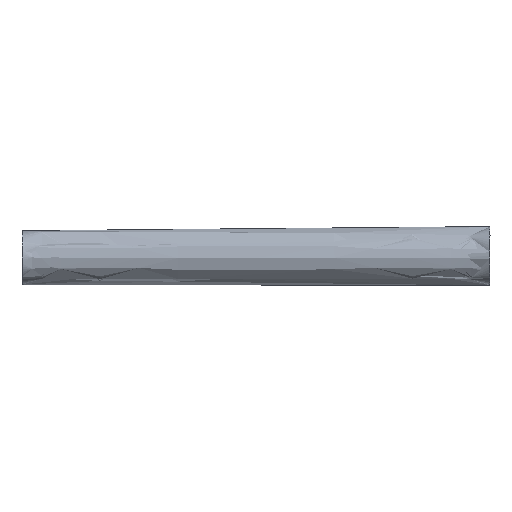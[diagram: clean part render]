
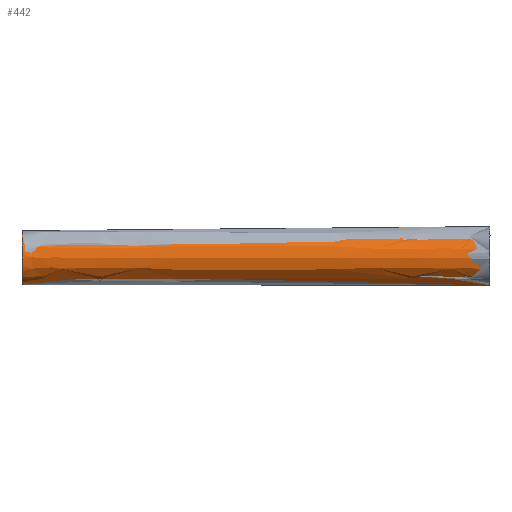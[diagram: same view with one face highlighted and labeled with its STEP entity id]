
A CAD part, left-side view. The second image highlights one B-rep face of the part: STEP entity #442.
In plain terms, the highlighted free-form (B-spline) face has degree [3, 3] with [4, 4] control points.
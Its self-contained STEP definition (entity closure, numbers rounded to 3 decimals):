
#33 = B_SPLINE_SURFACE_WITH_KNOTS('',3,3,(
    (#34,#35,#36,#37)
    ,(#38,#39,#40,#41)
    ,(#42,#43,#44,#45)
    ,(#46,#47,#48,#49
    )),.UNSPECIFIED.,.F.,.F.,.F.,(4,4),(4,4),(0.,1.),(0.,1.),
  .PIECEWISE_BEZIER_KNOTS.);
#34 = CARTESIAN_POINT('',(-0.124,-0.999,0.129)
  );
#35 = CARTESIAN_POINT('',(-0.038,-1.,
    0.129));
#36 = CARTESIAN_POINT('',(0.049,-0.999,
    0.13));
#37 = CARTESIAN_POINT('',(0.135,-1.,0.129)
  );
#38 = CARTESIAN_POINT('',(-0.124,-1.,
    0.045));
#39 = CARTESIAN_POINT('',(-0.039,-0.999,
    0.042));
#40 = CARTESIAN_POINT('',(0.048,-1.002,
    0.043));
#41 = CARTESIAN_POINT('',(0.134,-1.,
    0.042));
#42 = CARTESIAN_POINT('',(-0.125,-1.,
    -0.045));
#43 = CARTESIAN_POINT('',(-0.037,-1.001,
    -0.04));
#44 = CARTESIAN_POINT('',(0.047,-0.999,
    -0.044));
#45 = CARTESIAN_POINT('',(0.133,-1.,
    -0.043));
#46 = CARTESIAN_POINT('',(-0.124,-1.,
    -0.128));
#47 = CARTESIAN_POINT('',(-0.039,-0.999,
    -0.129));
#48 = CARTESIAN_POINT('',(0.047,-1.,
    -0.129));
#49 = CARTESIAN_POINT('',(0.133,-1.,-0.129)
  );
#138 = EDGE_CURVE('',#139,#141,#143,.T.);
#139 = VERTEX_POINT('',#140);
#140 = CARTESIAN_POINT('',(-0.001,-1.,
    -0.116));
#141 = VERTEX_POINT('',#142);
#142 = CARTESIAN_POINT('',(0.001,-1.001,
    0.098));
#143 = SURFACE_CURVE('',#144,(#149,#157),.PCURVE_S1.);
#144 = B_SPLINE_CURVE_WITH_KNOTS('',3,(#145,#146,#147,#148),
  .UNSPECIFIED.,.F.,.F.,(4,4),(0.,1.),.PIECEWISE_BEZIER_KNOTS.);
#145 = CARTESIAN_POINT('',(-0.001,-1.,
    -0.116));
#146 = CARTESIAN_POINT('',(-0.137,-1.,
    -0.114));
#147 = CARTESIAN_POINT('',(-0.134,-1.,
    0.099));
#148 = CARTESIAN_POINT('',(0.001,-1.001,
    0.098));
#149 = PCURVE('',#33,#150);
#150 = DEFINITIONAL_REPRESENTATION('',(#151),#156);
#151 = B_SPLINE_CURVE_WITH_KNOTS('',3,(#152,#153,#154,#155),
  .UNSPECIFIED.,.F.,.F.,(4,4),(0.,1.),.PIECEWISE_BEZIER_KNOTS.);
#152 = CARTESIAN_POINT('',(0.949,0.479));
#153 = CARTESIAN_POINT('',(0.944,-0.047));
#154 = CARTESIAN_POINT('',(0.119,-0.036));
#155 = CARTESIAN_POINT('',(0.119,0.485));
#156 = ( GEOMETRIC_REPRESENTATION_CONTEXT(2) 
PARAMETRIC_REPRESENTATION_CONTEXT() REPRESENTATION_CONTEXT('2D SPACE',''
  ) );
#157 = PCURVE('',#158,#175);
#158 = B_SPLINE_SURFACE_WITH_KNOTS('',3,3,(
    (#159,#160,#161,#162)
    ,(#163,#164,#165,#166)
    ,(#167,#168,#169,#170)
    ,(#171,#172,#173,#174
    )),.UNSPECIFIED.,.F.,.F.,.F.,(4,4),(4,4),(0.,1.),(0.,1.),
  .PIECEWISE_BEZIER_KNOTS.);
#159 = CARTESIAN_POINT('',(-0.001,1.049,
    -0.108));
#160 = CARTESIAN_POINT('',(-0.011,0.353,
    -0.103));
#161 = CARTESIAN_POINT('',(-0.004,-0.34,
    -0.107));
#162 = CARTESIAN_POINT('',(-0.002,-1.042,
    -0.104));
#163 = CARTESIAN_POINT('',(-0.152,1.045,-0.102
    ));
#164 = CARTESIAN_POINT('',(-0.135,0.351,-0.109)
  );
#165 = CARTESIAN_POINT('',(-0.148,-0.367,
    -0.089));
#166 = CARTESIAN_POINT('',(-0.141,-1.048,
    -0.103));
#167 = CARTESIAN_POINT('',(-0.138,1.049,0.113)
  );
#168 = CARTESIAN_POINT('',(-0.151,0.352,0.116
    ));
#169 = CARTESIAN_POINT('',(-0.141,-0.338,
    0.103));
#170 = CARTESIAN_POINT('',(-0.147,-1.046,
    0.114));
#171 = CARTESIAN_POINT('',(-0.001,1.045,
    0.1));
#172 = CARTESIAN_POINT('',(0.002,0.343,
    0.094));
#173 = CARTESIAN_POINT('',(-0.004,-0.347,
    0.108));
#174 = CARTESIAN_POINT('',(0.011,-1.046,
    0.098));
#175 = DEFINITIONAL_REPRESENTATION('',(#176),#183);
#176 = B_SPLINE_CURVE_WITH_KNOTS('',5,(#177,#178,#179,#180,#181,#182),
  .UNSPECIFIED.,.F.,.F.,(6,6),(0.,1.),.PIECEWISE_BEZIER_KNOTS.);
#177 = CARTESIAN_POINT('',(-0.002,0.98));
#178 = CARTESIAN_POINT('',(0.191,0.978));
#179 = CARTESIAN_POINT('',(0.278,0.978));
#180 = CARTESIAN_POINT('',(0.606,0.978));
#181 = CARTESIAN_POINT('',(0.803,0.978));
#182 = CARTESIAN_POINT('',(0.982,0.978));
#183 = ( GEOMETRIC_REPRESENTATION_CONTEXT(2) 
PARAMETRIC_REPRESENTATION_CONTEXT() REPRESENTATION_CONTEXT('2D SPACE',''
  ) );
#201 = B_SPLINE_SURFACE_WITH_KNOTS('',3,3,(
    (#202,#203,#204,#205)
    ,(#206,#207,#208,#209)
    ,(#210,#211,#212,#213)
    ,(#214,#215,#216,#217
    )),.UNSPECIFIED.,.F.,.F.,.F.,(4,4),(4,4),(0.,1.),(0.,1.),
  .PIECEWISE_BEZIER_KNOTS.);
#202 = CARTESIAN_POINT('',(0.,1.053,
    0.094));
#203 = CARTESIAN_POINT('',(0.006,0.348,
    0.091));
#204 = CARTESIAN_POINT('',(0.005,-0.342,
    0.095));
#205 = CARTESIAN_POINT('',(0.002,-1.042,
    0.089));
#206 = CARTESIAN_POINT('',(0.138,1.049,0.103)
  );
#207 = CARTESIAN_POINT('',(0.132,0.356,
    0.089));
#208 = CARTESIAN_POINT('',(0.135,-0.341,
    0.097));
#209 = CARTESIAN_POINT('',(0.143,-1.052,
    0.095));
#210 = CARTESIAN_POINT('',(0.13,1.045,-0.102
    ));
#211 = CARTESIAN_POINT('',(0.129,0.345,
    -0.097));
#212 = CARTESIAN_POINT('',(0.129,-0.369,
    -0.096));
#213 = CARTESIAN_POINT('',(0.128,-1.053,
    -0.099));
#214 = CARTESIAN_POINT('',(-0.001,1.04,
    -0.095));
#215 = CARTESIAN_POINT('',(0.,0.342,
    -0.1));
#216 = CARTESIAN_POINT('',(0.005,-0.354,
    -0.095));
#217 = CARTESIAN_POINT('',(-0.001,-1.053,
    -0.099));
#232 = VERTEX_POINT('',#233);
#233 = CARTESIAN_POINT('',(-0.004,1.,
    0.118));
#257 = VERTEX_POINT('',#258);
#258 = CARTESIAN_POINT('',(-0.002,1.,
    -0.112));
#322 = EDGE_CURVE('',#232,#141,#323,.T.);
#323 = SURFACE_CURVE('',#324,(#328,#336),.PCURVE_S1.);
#324 = B_SPLINE_CURVE_WITH_KNOTS('',2,(#325,#326,#327),.UNSPECIFIED.,.F.
  ,.F.,(3,3),(0.,1.),.PIECEWISE_BEZIER_KNOTS.);
#325 = CARTESIAN_POINT('',(-0.004,1.,
    0.118));
#326 = CARTESIAN_POINT('',(-0.003,-0.001,
    0.114));
#327 = CARTESIAN_POINT('',(0.001,-1.001,
    0.098));
#328 = PCURVE('',#201,#329);
#329 = DEFINITIONAL_REPRESENTATION('',(#330),#335);
#330 = B_SPLINE_CURVE_WITH_KNOTS('',3,(#331,#332,#333,#334),
  .UNSPECIFIED.,.F.,.F.,(4,4),(0.,1.),.PIECEWISE_BEZIER_KNOTS.);
#331 = CARTESIAN_POINT('',(-0.005,0.025));
#332 = CARTESIAN_POINT('',(-0.004,0.341));
#333 = CARTESIAN_POINT('',(-0.002,0.663));
#334 = CARTESIAN_POINT('',(-0.001,0.98));
#335 = ( GEOMETRIC_REPRESENTATION_CONTEXT(2) 
PARAMETRIC_REPRESENTATION_CONTEXT() REPRESENTATION_CONTEXT('2D SPACE',''
  ) );
#336 = PCURVE('',#158,#337);
#337 = DEFINITIONAL_REPRESENTATION('',(#338),#343);
#338 = B_SPLINE_CURVE_WITH_KNOTS('',3,(#339,#340,#341,#342),
  .UNSPECIFIED.,.F.,.F.,(4,4),(0.,1.),.PIECEWISE_BEZIER_KNOTS.);
#339 = CARTESIAN_POINT('',(0.991,0.021));
#340 = CARTESIAN_POINT('',(0.988,0.339));
#341 = CARTESIAN_POINT('',(0.985,0.66));
#342 = CARTESIAN_POINT('',(0.982,0.978));
#343 = ( GEOMETRIC_REPRESENTATION_CONTEXT(2) 
PARAMETRIC_REPRESENTATION_CONTEXT() REPRESENTATION_CONTEXT('2D SPACE',''
  ) );
#346 = EDGE_CURVE('',#139,#257,#347,.T.);
#347 = SURFACE_CURVE('',#348,(#352,#360),.PCURVE_S1.);
#348 = B_SPLINE_CURVE_WITH_KNOTS('',2,(#349,#350,#351),.UNSPECIFIED.,.F.
  ,.F.,(3,3),(0.,1.),.PIECEWISE_BEZIER_KNOTS.);
#349 = CARTESIAN_POINT('',(-0.001,-1.,
    -0.116));
#350 = CARTESIAN_POINT('',(-0.004,0.,
    -0.113));
#351 = CARTESIAN_POINT('',(-0.002,1.,
    -0.112));
#352 = PCURVE('',#201,#353);
#353 = DEFINITIONAL_REPRESENTATION('',(#354),#359);
#354 = B_SPLINE_CURVE_WITH_KNOTS('',3,(#355,#356,#357,#358),
  .UNSPECIFIED.,.F.,.F.,(4,4),(0.,1.),.PIECEWISE_BEZIER_KNOTS.);
#355 = CARTESIAN_POINT('',(1.002,0.975));
#356 = CARTESIAN_POINT('',(1.001,0.657));
#357 = CARTESIAN_POINT('',(1.001,0.338));
#358 = CARTESIAN_POINT('',(1.,0.019));
#359 = ( GEOMETRIC_REPRESENTATION_CONTEXT(2) 
PARAMETRIC_REPRESENTATION_CONTEXT() REPRESENTATION_CONTEXT('2D SPACE',''
  ) );
#360 = PCURVE('',#158,#361);
#361 = DEFINITIONAL_REPRESENTATION('',(#362),#367);
#362 = B_SPLINE_CURVE_WITH_KNOTS('',3,(#363,#364,#365,#366),
  .UNSPECIFIED.,.F.,.F.,(4,4),(0.,1.),.PIECEWISE_BEZIER_KNOTS.);
#363 = CARTESIAN_POINT('',(-0.002,0.98));
#364 = CARTESIAN_POINT('',(-0.001,0.663));
#365 = CARTESIAN_POINT('',(-0.001,0.343));
#366 = CARTESIAN_POINT('',(0.,0.023));
#367 = ( GEOMETRIC_REPRESENTATION_CONTEXT(2) 
PARAMETRIC_REPRESENTATION_CONTEXT() REPRESENTATION_CONTEXT('2D SPACE',''
  ) );
#442 = ADVANCED_FACE('',(#443),#158,.T.);
#443 = FACE_BOUND('',#444,.T.);
#444 = EDGE_LOOP('',(#445,#459,#460,#461));
#445 = ORIENTED_EDGE('',*,*,#446,.T.);
#446 = EDGE_CURVE('',#257,#232,#447,.T.);
#447 = SURFACE_CURVE('',#448,(#453),.PCURVE_S1.);
#448 = B_SPLINE_CURVE_WITH_KNOTS('',3,(#449,#450,#451,#452),
  .UNSPECIFIED.,.F.,.F.,(4,4),(0.,1.),.PIECEWISE_BEZIER_KNOTS.);
#449 = CARTESIAN_POINT('',(-0.002,1.,
    -0.112));
#450 = CARTESIAN_POINT('',(-0.151,1.001,
    -0.115));
#451 = CARTESIAN_POINT('',(-0.153,1.,0.119
    ));
#452 = CARTESIAN_POINT('',(-0.004,1.,
    0.118));
#453 = PCURVE('',#158,#454);
#454 = DEFINITIONAL_REPRESENTATION('',(#455),#458);
#455 = B_SPLINE_CURVE_WITH_KNOTS('',1,(#456,#457),.UNSPECIFIED.,.F.,.F.,
  (2,2),(0.,1.),.PIECEWISE_BEZIER_KNOTS.);
#456 = CARTESIAN_POINT('',(0.,0.023));
#457 = CARTESIAN_POINT('',(0.991,0.021));
#458 = ( GEOMETRIC_REPRESENTATION_CONTEXT(2) 
PARAMETRIC_REPRESENTATION_CONTEXT() REPRESENTATION_CONTEXT('2D SPACE',''
  ) );
#459 = ORIENTED_EDGE('',*,*,#322,.T.);
#460 = ORIENTED_EDGE('',*,*,#138,.F.);
#461 = ORIENTED_EDGE('',*,*,#346,.T.);
